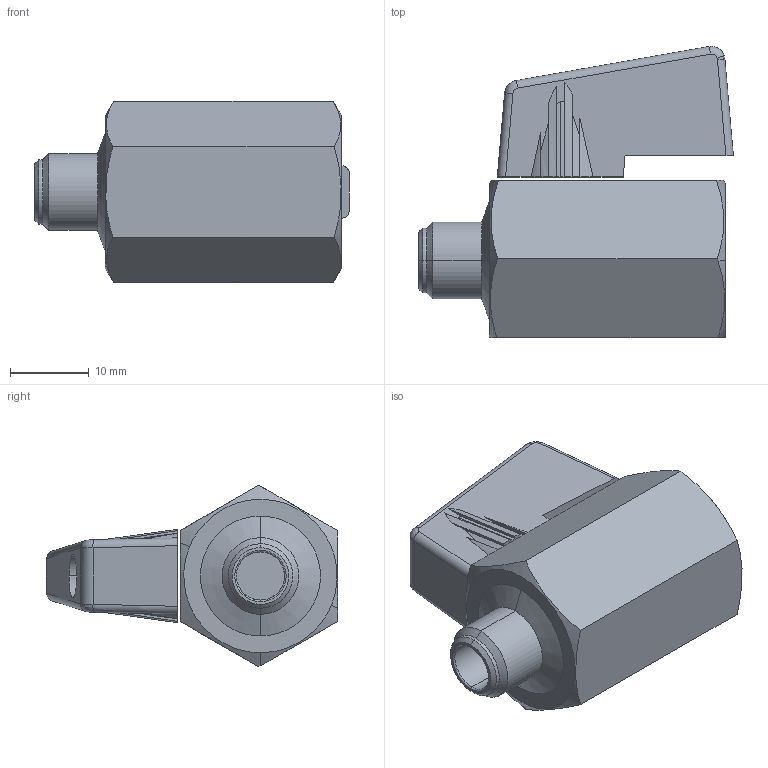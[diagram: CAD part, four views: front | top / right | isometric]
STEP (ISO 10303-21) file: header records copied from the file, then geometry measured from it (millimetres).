
FILE_DESCRIPTION (( 'STEP AP214' ), '1' );
FILE_NAME ('IT-MINI12601_R.STEP', '2018-09-21T13:46:35', ( '' ), ( '' ), 'SwSTEP 2.0', 'SolidWorks 2018', '' );
FILE_SCHEMA (( 'AUTOMOTIVE_DESIGN' ));
Length unit declared in the file: millimetre
Products named in the file (1): IT-MINI12601_R
Bounding box: 40 x 37 x 23.09 mm (x, y, z)
Surface area: 5356.6 mm2 (no closed solid volume)
Topology: 0 solids, 4 shells, 221 faces, 593 edges, 394 vertices
Faces by surface type: plane 140, cone 31, bspline 24, cylinder 24, torus 2
Entity records: 9585 total; most frequent: CARTESIAN_POINT 5333, ORIENTED_EDGE 1144, EDGE_CURVE 593, B_SPLINE_CURVE_WITH_KNOTS 580, DIRECTION 396, VERTEX_POINT 394, EDGE_LOOP 242, ADVANCED_FACE 221
